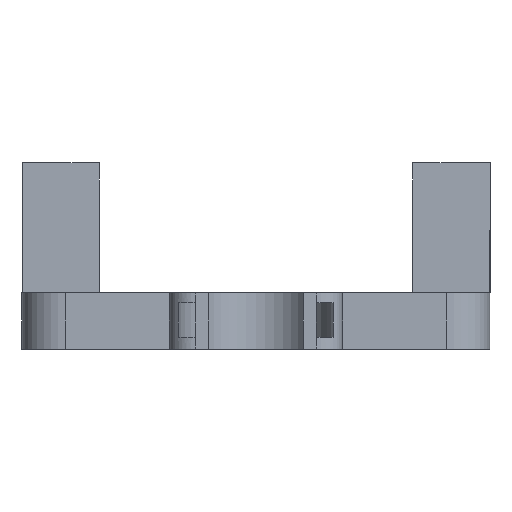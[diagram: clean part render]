
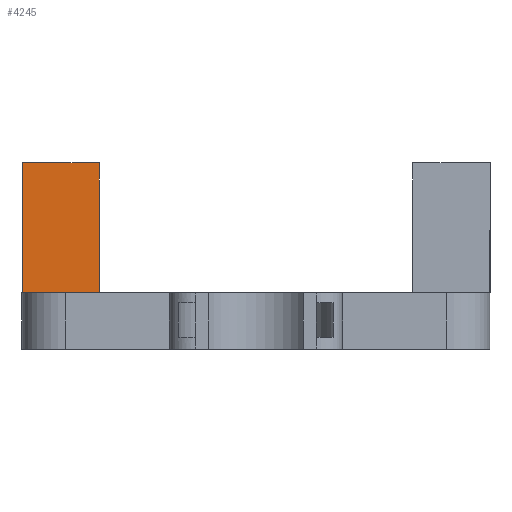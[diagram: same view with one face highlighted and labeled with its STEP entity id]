
A CAD part, front view. The second image highlights one B-rep face of the part: STEP entity #4245.
In plain terms, the highlighted planar face has unit normal (0, -1, 0).
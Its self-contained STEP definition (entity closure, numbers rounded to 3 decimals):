
#110=PLANE('',#4494);
#272=FACE_OUTER_BOUND('',#503,.T.);
#503=EDGE_LOOP('',(#3339,#3340,#3341,#3342,#3343,#3344,#3345));
#662=LINE('',#5976,#1149);
#738=LINE('',#6200,#1225);
#886=LINE('',#6612,#1373);
#887=LINE('',#6614,#1374);
#888=LINE('',#6616,#1375);
#889=LINE('',#6618,#1376);
#890=LINE('',#6619,#1377);
#1149=VECTOR('',#4771,10.);
#1225=VECTOR('',#4927,10.);
#1373=VECTOR('',#5201,10.);
#1374=VECTOR('',#5202,10.);
#1375=VECTOR('',#5203,10.);
#1376=VECTOR('',#5204,10.);
#1377=VECTOR('',#5205,10.);
#1780=VERTEX_POINT('',#5973);
#1781=VERTEX_POINT('',#5975);
#1869=VERTEX_POINT('',#6199);
#1974=VERTEX_POINT('',#6611);
#1975=VERTEX_POINT('',#6613);
#1976=VERTEX_POINT('',#6615);
#1977=VERTEX_POINT('',#6617);
#2211=EDGE_CURVE('',#1780,#1781,#662,.T.);
#2316=EDGE_CURVE('',#1781,#1869,#738,.T.);
#2479=EDGE_CURVE('',#1780,#1974,#886,.T.);
#2480=EDGE_CURVE('',#1974,#1975,#887,.T.);
#2481=EDGE_CURVE('',#1975,#1976,#888,.T.);
#2482=EDGE_CURVE('',#1977,#1976,#889,.T.);
#2483=EDGE_CURVE('',#1869,#1977,#890,.T.);
#3339=ORIENTED_EDGE('',*,*,#2211,.F.);
#3340=ORIENTED_EDGE('',*,*,#2479,.T.);
#3341=ORIENTED_EDGE('',*,*,#2480,.T.);
#3342=ORIENTED_EDGE('',*,*,#2481,.T.);
#3343=ORIENTED_EDGE('',*,*,#2482,.F.);
#3344=ORIENTED_EDGE('',*,*,#2483,.F.);
#3345=ORIENTED_EDGE('',*,*,#2316,.F.);
#4245=ADVANCED_FACE('',(#272),#110,.T.);
#4494=AXIS2_PLACEMENT_3D('',#6610,#5199,#5200);
#4771=DIRECTION('',(-1.,0.,0.));
#4927=DIRECTION('',(0.,0.,1.));
#5199=DIRECTION('center_axis',(0.,-1.,0.));
#5200=DIRECTION('ref_axis',(-1.,0.,0.));
#5201=DIRECTION('',(0.,0.,1.));
#5202=DIRECTION('',(0.,0.,1.));
#5203=DIRECTION('',(0.,0.,1.));
#5204=DIRECTION('',(1.,0.,0.));
#5205=DIRECTION('',(1.,0.,0.));
#5973=CARTESIAN_POINT('',(206.965,276.803,781.129));
#5975=CARTESIAN_POINT('',(198.065,276.803,781.129));
#5976=CARTESIAN_POINT('',(203.214,276.803,781.129));
#6199=CARTESIAN_POINT('',(198.065,276.803,796.129));
#6200=CARTESIAN_POINT('',(198.065,276.803,793.565));
#6610=CARTESIAN_POINT('Origin',(169.824,276.803,787.112));
#6611=CARTESIAN_POINT('',(206.965,276.803,787.129));
#6612=CARTESIAN_POINT('',(206.965,276.803,793.353));
#6613=CARTESIAN_POINT('',(206.965,276.803,793.565));
#6614=CARTESIAN_POINT('',(206.965,276.803,797.129));
#6615=CARTESIAN_POINT('',(206.965,276.803,796.129));
#6616=CARTESIAN_POINT('',(206.965,276.803,793.565));
#6617=CARTESIAN_POINT('',(198.965,276.803,796.129));
#6618=CARTESIAN_POINT('',(215.965,276.803,796.129));
#6619=CARTESIAN_POINT('',(198.565,276.803,796.129));
